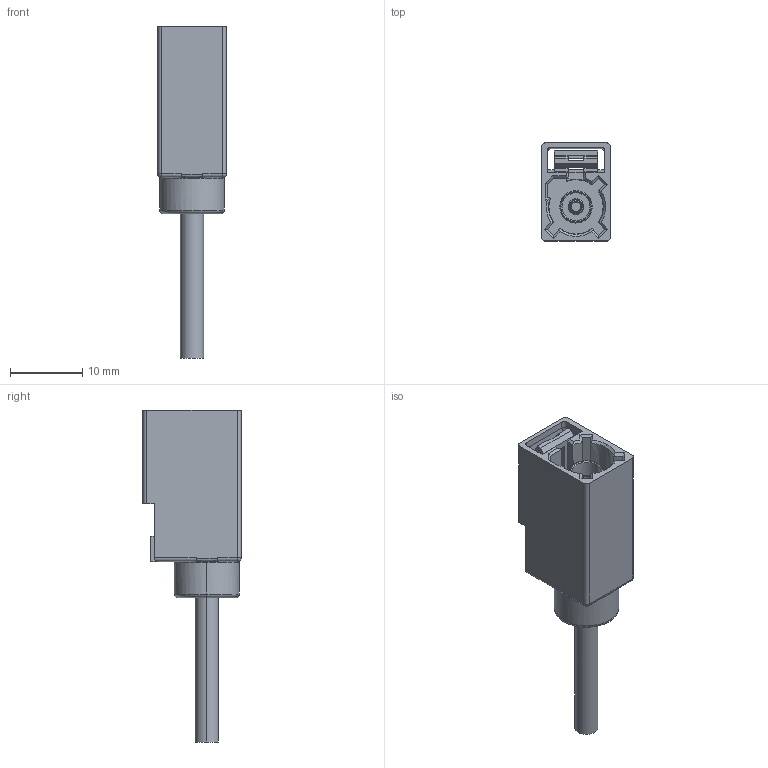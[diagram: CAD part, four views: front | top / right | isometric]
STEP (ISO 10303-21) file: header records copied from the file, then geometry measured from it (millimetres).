
FILE_DESCRIPTION (( 'STEP AP214' ), '1' );
FILE_NAME ('HPC1143_3D.STEP', '2024-01-25T02:46:18', ( '' ), ( '' ), 'SwSTEP 2.0', 'SolidWorks 2022', '' );
FILE_SCHEMA (( 'AUTOMOTIVE_DESIGN' ));
Length unit declared in the file: millimetre
Products named in the file (1): HPC1143_3D
Bounding box: 9.5 x 13.6 x 46 mm (x, y, z)
Volume: 2270.9 mm3; surface area: 2623.4 mm2
Topology: 1 solids, 1 shells, 255 faces, 680 edges, 436 vertices
Faces by surface type: plane 154, cylinder 61, cone 20, bspline 13, torus 5, sphere 2
Entity records: 8208 total; most frequent: CARTESIAN_POINT 1856, ORIENTED_EDGE 1356, DIRECTION 1265, EDGE_CURVE 678, LINE 465, VECTOR 465, VERTEX_POINT 436, AXIS2_PLACEMENT_3D 400
